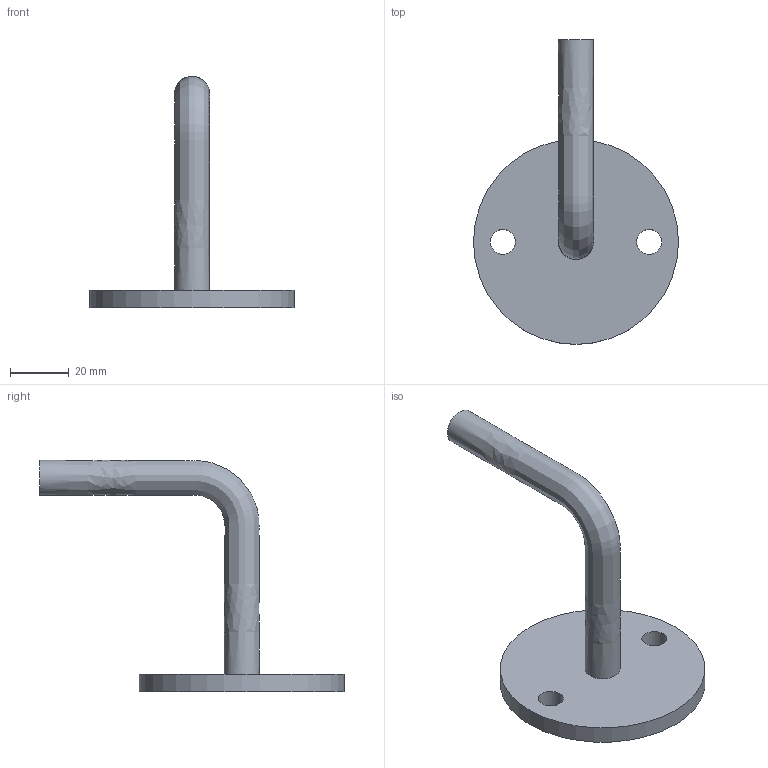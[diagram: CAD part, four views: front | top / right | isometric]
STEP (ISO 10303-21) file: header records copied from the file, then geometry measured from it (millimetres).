
FILE_DESCRIPTION(/* description */ (''),/* implementation_level */ '2;1');
FILE_NAME(/* name */ '1862_Cosch_Edelstahltechnik.stp',/* time_stamp */ '2018-12-11T20:37:29+01:00',/* author */ (''),/* organization */ (''),/* preprocessor_version */ 'ST-DEVELOPER v16',/* originating_system */ 'SIEMENS PLM Software NX 11.0',/* authorisation */ '');
FILE_SCHEMA (('AUTOMOTIVE_DESIGN { 1 0 10303 214 3 1 1 1 }'));
Length unit declared in the file: millimetre
Products named in the file (1): Goge1E9032EDl7bt
Bounding box: 70 x 104 x 79 mm (x, y, z)
Volume: 36914.2 mm3; surface area: 14077.4 mm2
Topology: 1 solids, 1 shells, 16 faces, 38 edges, 31 vertices
Faces by surface type: plane 11, cylinder 3, bspline 1, cone 1
Full cylindrical faces by diameter (mm): 8.5 x2, 70 x1
Entity records: 1345 total; most frequent: CARTESIAN_POINT 946, DIRECTION 70, ORIENTED_EDGE 56, EDGE_LOOP 28, EDGE_CURVE 28, AXIS2_PLACEMENT_3D 25, VERTEX_POINT 22, FACE_BOUND 20
